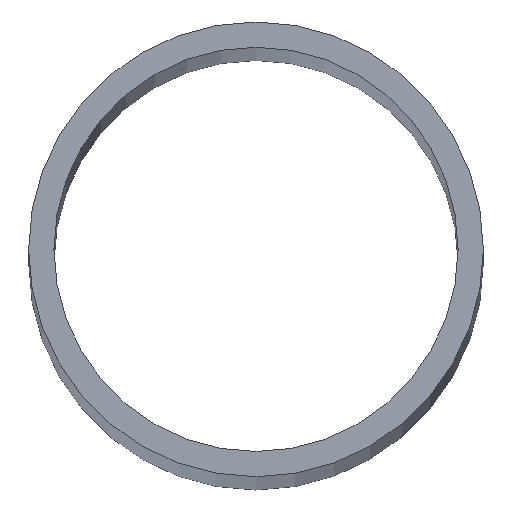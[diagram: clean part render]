
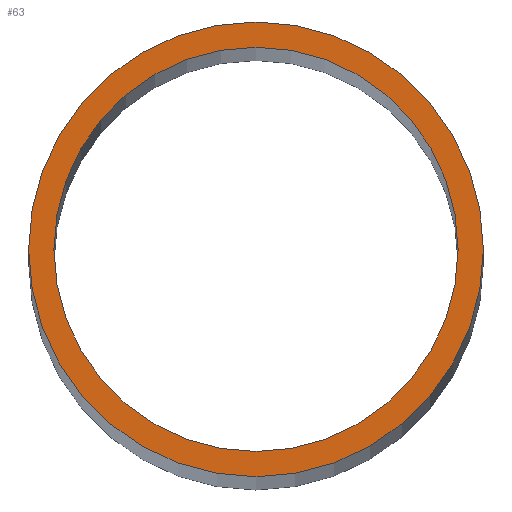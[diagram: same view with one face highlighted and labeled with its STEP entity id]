
A CAD part, top view. The second image highlights one B-rep face of the part: STEP entity #63.
In plain terms, the highlighted planar face has unit normal (0, 0, 1).
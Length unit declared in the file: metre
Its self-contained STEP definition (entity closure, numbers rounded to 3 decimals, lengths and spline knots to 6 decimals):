
#21=PLANE('',#86);
#28=ORIENTED_EDGE('',*,*,#31,.T.);
#29=ORIENTED_EDGE('',*,*,#33,.F.);
#31=EDGE_CURVE('',#35,#35,#39,.T.);
#33=EDGE_CURVE('',#37,#37,#41,.T.);
#35=VERTEX_POINT('',#110);
#37=VERTEX_POINT('',#115);
#39=CIRCLE('',#81,0.05715);
#41=CIRCLE('',#84,0.0508);
#48=EDGE_LOOP('',(#28));
#49=EDGE_LOOP('',(#29));
#56=FACE_BOUND('',#48,.T.);
#57=FACE_BOUND('',#49,.T.);
#63=ADVANCED_FACE('',(#56,#57),#21,.T.);
#81=AXIS2_PLACEMENT_3D('',#109,#93,#94);
#84=AXIS2_PLACEMENT_3D('',#114,#99,#100);
#86=AXIS2_PLACEMENT_3D('',#117,#103,#104);
#93=DIRECTION('',(0.,0.,1.));
#94=DIRECTION('',(1.,0.,0.));
#99=DIRECTION('',(0.,0.,1.));
#100=DIRECTION('',(1.,0.,0.));
#103=DIRECTION('',(0.,0.,1.));
#104=DIRECTION('',(1.,0.,0.));
#109=CARTESIAN_POINT('',(0.,0.,1.437));
#110=CARTESIAN_POINT('',(0.05715,0.,1.437));
#114=CARTESIAN_POINT('',(0.,0.,1.437));
#115=CARTESIAN_POINT('',(0.0508,0.,1.437));
#117=CARTESIAN_POINT('',(0.,0.,1.437));
